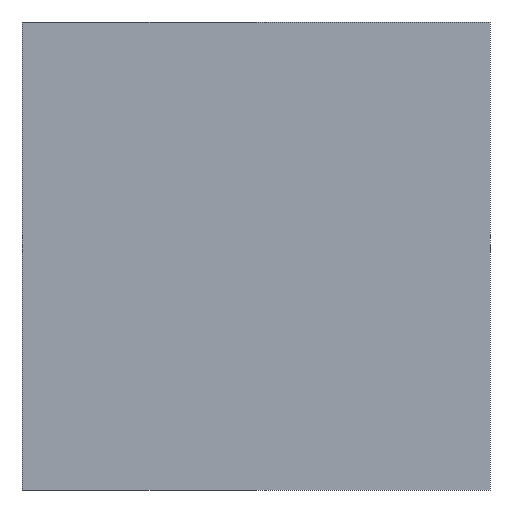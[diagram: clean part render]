
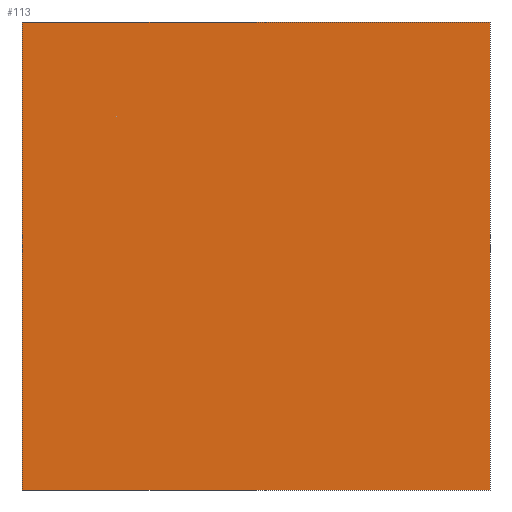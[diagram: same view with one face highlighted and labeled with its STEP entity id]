
A CAD part, front view. The second image highlights one B-rep face of the part: STEP entity #113.
In plain terms, the highlighted planar face has unit normal (0, -1, 0).
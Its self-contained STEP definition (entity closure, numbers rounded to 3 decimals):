
#15 = VERTEX_POINT ( 'NONE', #271 ) ;
#16 = CARTESIAN_POINT ( 'NONE',  ( 25.4, 0., 25.4 ) ) ;
#24 = CARTESIAN_POINT ( 'NONE',  ( 25.4, 0., 25.4 ) ) ;
#27 = ORIENTED_EDGE ( 'NONE', *, *, #314, .F. ) ;
#28 = VECTOR ( 'NONE', #62, 1000. ) ;
#33 = EDGE_CURVE ( 'NONE', #15, #262, #310, .T. ) ;
#47 = VECTOR ( 'NONE', #216, 1000. ) ;
#62 = DIRECTION ( 'NONE',  ( 0., 0., -1. ) ) ;
#63 = EDGE_LOOP ( 'NONE', ( #281, #253, #220, #27 ) ) ;
#65 = DIRECTION ( 'NONE',  ( 0., 0., 1. ) ) ;
#82 = CARTESIAN_POINT ( 'NONE',  ( -25.4, 0., 25.4 ) ) ;
#99 = VERTEX_POINT ( 'NONE', #251 ) ;
#100 = VERTEX_POINT ( 'NONE', #24 ) ;
#105 = CARTESIAN_POINT ( 'NONE',  ( -25.4, 0., 25.4 ) ) ;
#113 = ADVANCED_FACE ( 'NONE', ( #172 ), #255, .F. ) ;
#114 = VECTOR ( 'NONE', #297, 1000. ) ;
#125 = DIRECTION ( 'NONE',  ( 1., 0., 0. ) ) ;
#135 = CARTESIAN_POINT ( 'NONE',  ( 0., 0., 0. ) ) ;
#168 = AXIS2_PLACEMENT_3D ( 'NONE', #135, #279, #65 ) ;
#172 = FACE_OUTER_BOUND ( 'NONE', #63, .T. ) ;
#182 = LINE ( 'NONE', #105, #47 ) ;
#187 = LINE ( 'NONE', #82, #114 ) ;
#216 = DIRECTION ( 'NONE',  ( 0., 0., -1. ) ) ;
#220 = ORIENTED_EDGE ( 'NONE', *, *, #33, .T. ) ;
#222 = CARTESIAN_POINT ( 'NONE',  ( -25.4, 0., -25.4 ) ) ;
#234 = EDGE_CURVE ( 'NONE', #99, #100, #187, .T. ) ;
#251 = CARTESIAN_POINT ( 'NONE',  ( -25.4, 0., 25.4 ) ) ;
#253 = ORIENTED_EDGE ( 'NONE', *, *, #296, .T. ) ;
#255 = PLANE ( 'NONE',  #168 ) ;
#262 = VERTEX_POINT ( 'NONE', #292 ) ;
#263 = LINE ( 'NONE', #16, #28 ) ;
#266 = VECTOR ( 'NONE', #125, 1000. ) ;
#271 = CARTESIAN_POINT ( 'NONE',  ( -25.4, 0., -25.4 ) ) ;
#279 = DIRECTION ( 'NONE',  ( 0., 1., 0. ) ) ;
#281 = ORIENTED_EDGE ( 'NONE', *, *, #234, .F. ) ;
#292 = CARTESIAN_POINT ( 'NONE',  ( 25.4, 0., -25.4 ) ) ;
#296 = EDGE_CURVE ( 'NONE', #99, #15, #182, .T. ) ;
#297 = DIRECTION ( 'NONE',  ( 1., 0., 0. ) ) ;
#310 = LINE ( 'NONE', #222, #266 ) ;
#314 = EDGE_CURVE ( 'NONE', #100, #262, #263, .T. ) ;
